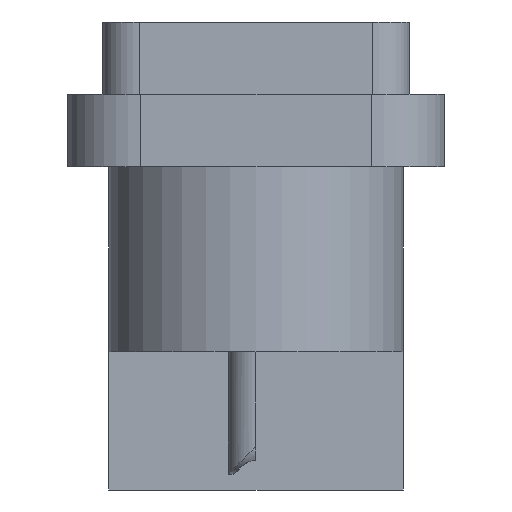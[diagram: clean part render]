
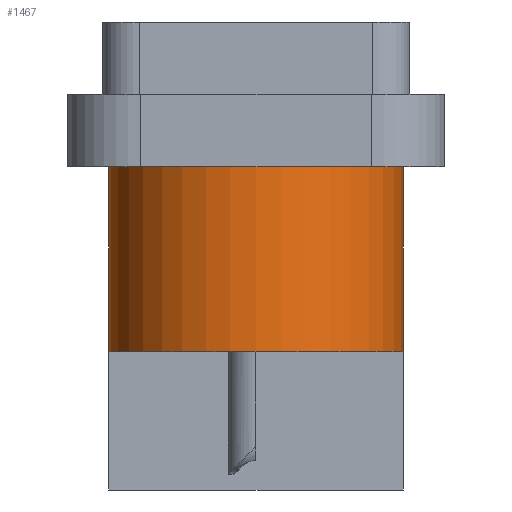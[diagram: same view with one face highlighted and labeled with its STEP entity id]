
A CAD part, left-side view. The second image highlights one B-rep face of the part: STEP entity #1467.
In plain terms, the highlighted cylindrical face has radius 6 mm (diameter 12 mm), a partial arc.
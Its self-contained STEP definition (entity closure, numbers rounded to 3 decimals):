
#52=CYLINDRICAL_SURFACE('',#1602,6.);
#153=FACE_OUTER_BOUND('',#242,.T.);
#242=EDGE_LOOP('',(#1171,#1172,#1173,#1174));
#324=CIRCLE('',#1589,6.);
#333=CIRCLE('',#1603,6.);
#440=LINE('',#2354,#570);
#444=LINE('',#2363,#574);
#570=VECTOR('',#1895,10.);
#574=VECTOR('',#1905,10.);
#692=VERTEX_POINT('',#2323);
#693=VERTEX_POINT('',#2325);
#704=VERTEX_POINT('',#2351);
#707=VERTEX_POINT('',#2361);
#862=EDGE_CURVE('',#692,#693,#324,.T.);
#876=EDGE_CURVE('',#704,#692,#440,.T.);
#881=EDGE_CURVE('',#707,#693,#444,.T.);
#882=EDGE_CURVE('',#707,#704,#333,.T.);
#1171=ORIENTED_EDGE('',*,*,#882,.F.);
#1172=ORIENTED_EDGE('',*,*,#881,.T.);
#1173=ORIENTED_EDGE('',*,*,#862,.F.);
#1174=ORIENTED_EDGE('',*,*,#876,.F.);
#1467=ADVANCED_FACE('',(#153),#52,.T.);
#1589=AXIS2_PLACEMENT_3D('',#2326,#1869,#1870);
#1602=AXIS2_PLACEMENT_3D('',#2364,#1906,#1907);
#1603=AXIS2_PLACEMENT_3D('',#2365,#1908,#1909);
#1869=DIRECTION('center_axis',(0.,0.,-1.));
#1870=DIRECTION('ref_axis',(0.,-1.,0.));
#1895=DIRECTION('',(0.,0.,-1.));
#1905=DIRECTION('',(0.,0.,-1.));
#1906=DIRECTION('center_axis',(0.,0.,-1.));
#1907=DIRECTION('ref_axis',(0.,-1.,0.));
#1908=DIRECTION('center_axis',(0.,0.,1.));
#1909=DIRECTION('ref_axis',(0.,-1.,0.));
#2323=CARTESIAN_POINT('',(-4.038,-27.551,0.75));
#2325=CARTESIAN_POINT('',(-4.038,-15.551,0.75));
#2326=CARTESIAN_POINT('Origin',(-4.038,-21.551,0.75));
#2351=CARTESIAN_POINT('',(-4.038,-27.551,8.3));
#2354=CARTESIAN_POINT('',(-4.038,-27.551,8.3));
#2361=CARTESIAN_POINT('',(-4.038,-15.551,8.3));
#2363=CARTESIAN_POINT('',(-4.038,-15.551,8.3));
#2364=CARTESIAN_POINT('Origin',(-4.038,-21.551,8.3));
#2365=CARTESIAN_POINT('Origin',(-4.038,-21.551,8.3));
